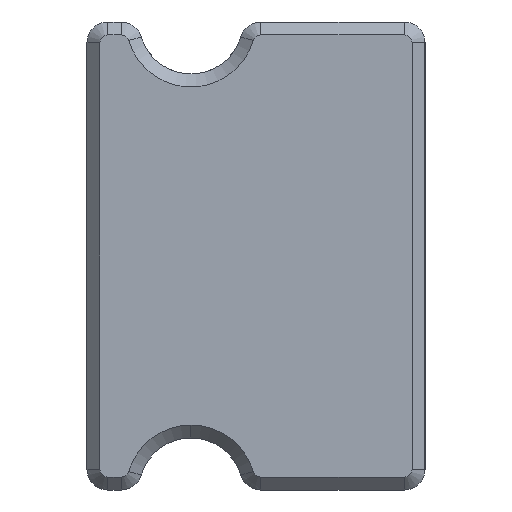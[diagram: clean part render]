
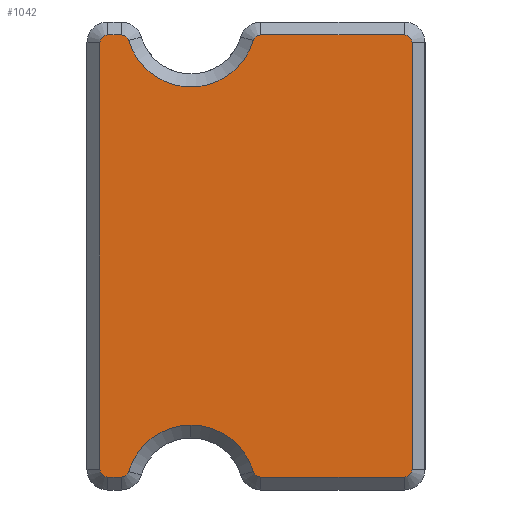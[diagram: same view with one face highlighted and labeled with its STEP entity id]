
A CAD part, left-side view. The second image highlights one B-rep face of the part: STEP entity #1042.
In plain terms, the highlighted planar face has unit normal (-1, 0, 0).
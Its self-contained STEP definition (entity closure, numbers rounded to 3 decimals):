
#6 = CIRCLE ( 'NONE', #1897, 0.15 ) ;
#152 = VECTOR ( 'NONE', #2687, 1000. ) ;
#167 = CIRCLE ( 'NONE', #2890, 0.15 ) ;
#179 = DIRECTION ( 'NONE',  ( 0., -1., 0. ) ) ;
#180 = EDGE_CURVE ( 'NONE', #2542, #729, #2004, .T. ) ;
#204 = VERTEX_POINT ( 'NONE', #1568 ) ;
#219 = CIRCLE ( 'NONE', #1538, 1.25 ) ;
#223 = DIRECTION ( 'NONE',  ( -1., 0., 0. ) ) ;
#290 = CARTESIAN_POINT ( 'NONE',  ( -75., -3., 4.1 ) ) ;
#306 = CARTESIAN_POINT ( 'NONE',  ( -75., 2.592, -4.25 ) ) ;
#339 = ORIENTED_EDGE ( 'NONE', *, *, #3817, .T. ) ;
#354 = CIRCLE ( 'NONE', #3527, 0.15 ) ;
#357 = DIRECTION ( 'NONE',  ( 1., 0., 0. ) ) ;
#392 = CARTESIAN_POINT ( 'NONE',  ( -75., 1.25, -4.5 ) ) ;
#394 = CARTESIAN_POINT ( 'NONE',  ( -75., 2.85, -4.25 ) ) ;
#453 = DIRECTION ( 'NONE',  ( 0., 0., -1. ) ) ;
#458 = DIRECTION ( 'NONE',  ( -1., 0., 0. ) ) ;
#485 = ORIENTED_EDGE ( 'NONE', *, *, #2386, .T. ) ;
#493 = DIRECTION ( 'NONE',  ( -1., 0., 0. ) ) ;
#498 = DIRECTION ( 'NONE',  ( 0., -1., 0. ) ) ;
#514 = EDGE_CURVE ( 'NONE', #906, #2441, #6, .T. ) ;
#521 = DIRECTION ( 'NONE',  ( -1., 0., 0. ) ) ;
#589 = LINE ( 'NONE', #2998, #1393 ) ;
#646 = VERTEX_POINT ( 'NONE', #3671 ) ;
#656 = VERTEX_POINT ( 'NONE', #3749 ) ;
#665 = VERTEX_POINT ( 'NONE', #2791 ) ;
#693 = CARTESIAN_POINT ( 'NONE',  ( -75., -2.85, -4.1 ) ) ;
#717 = VERTEX_POINT ( 'NONE', #2234 ) ;
#723 = ORIENTED_EDGE ( 'NONE', *, *, #3700, .T. ) ;
#729 = VERTEX_POINT ( 'NONE', #2853 ) ;
#753 = FACE_OUTER_BOUND ( 'NONE', #1025, .T. ) ;
#781 = EDGE_CURVE ( 'NONE', #2076, #665, #1242, .T. ) ;
#797 = AXIS2_PLACEMENT_3D ( 'NONE', #2582, #3433, #3705 ) ;
#847 = VECTOR ( 'NONE', #498, 1000. ) ;
#906 = VERTEX_POINT ( 'NONE', #1416 ) ;
#910 = AXIS2_PLACEMENT_3D ( 'NONE', #1219, #3709, #1550 ) ;
#975 = DIRECTION ( 'NONE',  ( 0., 0., -1. ) ) ;
#980 = VERTEX_POINT ( 'NONE', #1386 ) ;
#981 = ORIENTED_EDGE ( 'NONE', *, *, #2455, .T. ) ;
#1011 = CARTESIAN_POINT ( 'NONE',  ( -75., -0.092, 4.25 ) ) ;
#1016 = DIRECTION ( 'NONE',  ( 0., 0., -1. ) ) ;
#1018 = ORIENTED_EDGE ( 'NONE', *, *, #2059, .T. ) ;
#1025 = EDGE_LOOP ( 'NONE', ( #723, #1018, #1609, #1976, #1807, #3429, #3006, #1433, #1231, #339, #981, #3712, #1117, #3136, #1452, #485, #2651 ) ) ;
#1030 = VERTEX_POINT ( 'NONE', #3209 ) ;
#1042 = ADVANCED_FACE ( 'NONE', ( #753 ), #3248, .F. ) ;
#1060 = CARTESIAN_POINT ( 'NONE',  ( -75., 2.592, 4.1 ) ) ;
#1069 = DIRECTION ( 'NONE',  ( 1., 0., 0. ) ) ;
#1117 = ORIENTED_EDGE ( 'NONE', *, *, #3470, .T. ) ;
#1120 = VECTOR ( 'NONE', #179, 1000. ) ;
#1219 = CARTESIAN_POINT ( 'NONE',  ( -75., 1.25, 4.5 ) ) ;
#1231 = ORIENTED_EDGE ( 'NONE', *, *, #514, .T. ) ;
#1242 = CIRCLE ( 'NONE', #1817, 1.25 ) ;
#1269 = CARTESIAN_POINT ( 'NONE',  ( -75., 1.25, -4.5 ) ) ;
#1324 = LINE ( 'NONE', #2302, #847 ) ;
#1374 = CARTESIAN_POINT ( 'NONE',  ( -75., 2.448, -4.143 ) ) ;
#1386 = CARTESIAN_POINT ( 'NONE',  ( -75., -0.092, -4.25 ) ) ;
#1393 = VECTOR ( 'NONE', #2751, 1000. ) ;
#1416 = CARTESIAN_POINT ( 'NONE',  ( -75., 2.85, 4.25 ) ) ;
#1433 = ORIENTED_EDGE ( 'NONE', *, *, #2847, .T. ) ;
#1452 = ORIENTED_EDGE ( 'NONE', *, *, #781, .T. ) ;
#1506 = CARTESIAN_POINT ( 'NONE',  ( -75., 1.25, -3.25 ) ) ;
#1538 = AXIS2_PLACEMENT_3D ( 'NONE', #1269, #2482, #975 ) ;
#1547 = CIRCLE ( 'NONE', #2959, 0.15 ) ;
#1550 = DIRECTION ( 'NONE',  ( 0., 0., -1. ) ) ;
#1557 = DIRECTION ( 'NONE',  ( 0., 0., -1. ) ) ;
#1568 = CARTESIAN_POINT ( 'NONE',  ( -75., -2.85, -4.25 ) ) ;
#1609 = ORIENTED_EDGE ( 'NONE', *, *, #180, .T. ) ;
#1640 = DIRECTION ( 'NONE',  ( 0., 0., -1. ) ) ;
#1655 = LINE ( 'NONE', #1676, #1120 ) ;
#1663 = CARTESIAN_POINT ( 'NONE',  ( -75., -2.85, 4.1 ) ) ;
#1676 = CARTESIAN_POINT ( 'NONE',  ( -75., -2.85, -4.25 ) ) ;
#1717 = AXIS2_PLACEMENT_3D ( 'NONE', #3583, #223, #2964 ) ;
#1734 = CIRCLE ( 'NONE', #2239, 0.15 ) ;
#1745 = CARTESIAN_POINT ( 'NONE',  ( -75., 3., 4.1 ) ) ;
#1807 = ORIENTED_EDGE ( 'NONE', *, *, #3428, .T. ) ;
#1817 = AXIS2_PLACEMENT_3D ( 'NONE', #392, #357, #1557 ) ;
#1845 = EDGE_CURVE ( 'NONE', #980, #204, #1655, .T. ) ;
#1849 = VECTOR ( 'NONE', #2704, 1000. ) ;
#1862 = CIRCLE ( 'NONE', #910, 1.25 ) ;
#1879 = VERTEX_POINT ( 'NONE', #1374 ) ;
#1897 = AXIS2_PLACEMENT_3D ( 'NONE', #2756, #521, #2365 ) ;
#1901 = VERTEX_POINT ( 'NONE', #3537 ) ;
#1976 = ORIENTED_EDGE ( 'NONE', *, *, #2484, .T. ) ;
#1995 = VECTOR ( 'NONE', #453, 1000. ) ;
#2004 = CIRCLE ( 'NONE', #797, 0.15 ) ;
#2027 = CARTESIAN_POINT ( 'NONE',  ( -75., 2.592, -4.1 ) ) ;
#2059 = EDGE_CURVE ( 'NONE', #717, #2542, #2349, .T. ) ;
#2076 = VERTEX_POINT ( 'NONE', #1506 ) ;
#2105 = AXIS2_PLACEMENT_3D ( 'NONE', #1663, #1069, #3865 ) ;
#2234 = CARTESIAN_POINT ( 'NONE',  ( -75., -3., -4.1 ) ) ;
#2239 = AXIS2_PLACEMENT_3D ( 'NONE', #3146, #458, #1640 ) ;
#2255 = EDGE_CURVE ( 'NONE', #1879, #2076, #219, .T. ) ;
#2266 = CARTESIAN_POINT ( 'NONE',  ( -75., -0.092, 4.1 ) ) ;
#2302 = CARTESIAN_POINT ( 'NONE',  ( -75., -2.85, -4.25 ) ) ;
#2325 = VERTEX_POINT ( 'NONE', #1011 ) ;
#2333 = EDGE_CURVE ( 'NONE', #3693, #2468, #1324, .T. ) ;
#2349 = LINE ( 'NONE', #290, #152 ) ;
#2365 = DIRECTION ( 'NONE',  ( 0., 0., -1. ) ) ;
#2384 = AXIS2_PLACEMENT_3D ( 'NONE', #2266, #3743, #1016 ) ;
#2386 = EDGE_CURVE ( 'NONE', #665, #980, #1734, .T. ) ;
#2441 = VERTEX_POINT ( 'NONE', #1745 ) ;
#2455 = EDGE_CURVE ( 'NONE', #656, #3693, #3757, .T. ) ;
#2468 = VERTEX_POINT ( 'NONE', #306 ) ;
#2482 = DIRECTION ( 'NONE',  ( 1., 0., 0. ) ) ;
#2484 = EDGE_CURVE ( 'NONE', #729, #2325, #2663, .T. ) ;
#2542 = VERTEX_POINT ( 'NONE', #2943 ) ;
#2582 = CARTESIAN_POINT ( 'NONE',  ( -75., -2.85, 4.1 ) ) ;
#2651 = ORIENTED_EDGE ( 'NONE', *, *, #1845, .T. ) ;
#2663 = LINE ( 'NONE', #3882, #1849 ) ;
#2687 = DIRECTION ( 'NONE',  ( 0., 0., 1. ) ) ;
#2704 = DIRECTION ( 'NONE',  ( 0., 1., 0. ) ) ;
#2751 = DIRECTION ( 'NONE',  ( 0., 1., 0. ) ) ;
#2756 = CARTESIAN_POINT ( 'NONE',  ( -75., 2.85, 4.1 ) ) ;
#2764 = CIRCLE ( 'NONE', #2384, 0.15 ) ;
#2791 = CARTESIAN_POINT ( 'NONE',  ( -75., 0.052, -4.143 ) ) ;
#2847 = EDGE_CURVE ( 'NONE', #1901, #906, #589, .T. ) ;
#2853 = CARTESIAN_POINT ( 'NONE',  ( -75., -2.85, 4.25 ) ) ;
#2890 = AXIS2_PLACEMENT_3D ( 'NONE', #2027, #3889, #3549 ) ;
#2894 = LINE ( 'NONE', #3808, #1995 ) ;
#2943 = CARTESIAN_POINT ( 'NONE',  ( -75., -3., 4.1 ) ) ;
#2959 = AXIS2_PLACEMENT_3D ( 'NONE', #693, #3734, #3692 ) ;
#2964 = DIRECTION ( 'NONE',  ( 0., 0., -1. ) ) ;
#2998 = CARTESIAN_POINT ( 'NONE',  ( -75., -2.85, 4.25 ) ) ;
#3006 = ORIENTED_EDGE ( 'NONE', *, *, #3874, .T. ) ;
#3136 = ORIENTED_EDGE ( 'NONE', *, *, #2255, .T. ) ;
#3146 = CARTESIAN_POINT ( 'NONE',  ( -75., -0.092, -4.1 ) ) ;
#3209 = CARTESIAN_POINT ( 'NONE',  ( -75., 0.052, 4.143 ) ) ;
#3221 = DIRECTION ( 'NONE',  ( 0., 0., -1. ) ) ;
#3233 = EDGE_CURVE ( 'NONE', #1030, #646, #1862, .T. ) ;
#3248 = PLANE ( 'NONE',  #2105 ) ;
#3428 = EDGE_CURVE ( 'NONE', #2325, #1030, #2764, .T. ) ;
#3429 = ORIENTED_EDGE ( 'NONE', *, *, #3233, .T. ) ;
#3433 = DIRECTION ( 'NONE',  ( -1., 0., 0. ) ) ;
#3470 = EDGE_CURVE ( 'NONE', #2468, #1879, #167, .T. ) ;
#3527 = AXIS2_PLACEMENT_3D ( 'NONE', #1060, #493, #3221 ) ;
#3537 = CARTESIAN_POINT ( 'NONE',  ( -75., 2.592, 4.25 ) ) ;
#3549 = DIRECTION ( 'NONE',  ( 0., 0., -1. ) ) ;
#3583 = CARTESIAN_POINT ( 'NONE',  ( -75., 2.85, -4.1 ) ) ;
#3671 = CARTESIAN_POINT ( 'NONE',  ( -75., 2.448, 4.143 ) ) ;
#3692 = DIRECTION ( 'NONE',  ( 0., 0., -1. ) ) ;
#3693 = VERTEX_POINT ( 'NONE', #394 ) ;
#3700 = EDGE_CURVE ( 'NONE', #204, #717, #1547, .T. ) ;
#3705 = DIRECTION ( 'NONE',  ( 0., 0., -1. ) ) ;
#3709 = DIRECTION ( 'NONE',  ( 1., 0., 0. ) ) ;
#3712 = ORIENTED_EDGE ( 'NONE', *, *, #2333, .T. ) ;
#3734 = DIRECTION ( 'NONE',  ( -1., 0., 0. ) ) ;
#3743 = DIRECTION ( 'NONE',  ( -1., 0., 0. ) ) ;
#3749 = CARTESIAN_POINT ( 'NONE',  ( -75., 3., -4.1 ) ) ;
#3757 = CIRCLE ( 'NONE', #1717, 0.15 ) ;
#3808 = CARTESIAN_POINT ( 'NONE',  ( -75., 3., 4.1 ) ) ;
#3817 = EDGE_CURVE ( 'NONE', #2441, #656, #2894, .T. ) ;
#3865 = DIRECTION ( 'NONE',  ( 0., 0., -1. ) ) ;
#3874 = EDGE_CURVE ( 'NONE', #646, #1901, #354, .T. ) ;
#3882 = CARTESIAN_POINT ( 'NONE',  ( -75., -2.85, 4.25 ) ) ;
#3889 = DIRECTION ( 'NONE',  ( -1., 0., 0. ) ) ;
